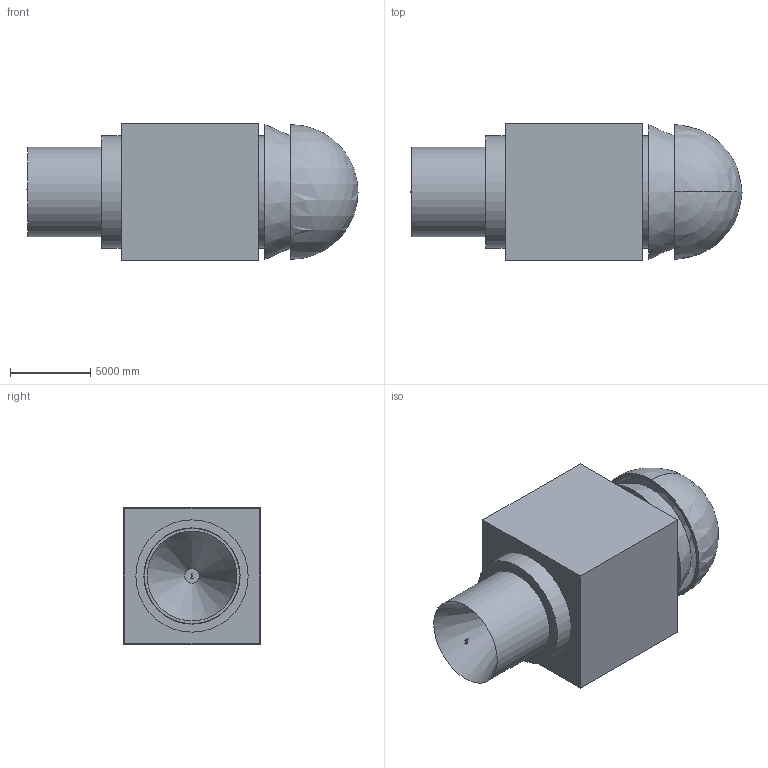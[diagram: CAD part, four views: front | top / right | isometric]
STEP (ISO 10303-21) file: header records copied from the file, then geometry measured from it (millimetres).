
FILE_DESCRIPTION(('FreeCAD Model'),'2;1');
FILE_NAME('Open CASCADE Shape Model','2025-10-29T20:50:39',('Author'),( ''),'Open CASCADE STEP processor 7.8','FreeCAD','Unknown');
FILE_SCHEMA(('AUTOMOTIVE_DESIGN { 1 0 10303 214 1 1 1 1 }'));
Length unit declared in the file: millimetre
Products named in the file (4): CassiniUltra_GreenPropulsor_Solid; AdapterPlate_Xminus; CubeSat_3U; AdapterFlange
Bounding box: 20686 x 8560 x 8560 mm (x, y, z)
Volume: 633989237232.8 mm3; surface area: 2177530652.4 mm2
Topology: 8 solids, 15 shells, 864 faces, 2031 edges, 1259 vertices
Faces by surface type: plane 828, cylinder 30, sphere 4, cone 2
Full cylindrical faces by diameter (mm): 4 x4, 5600 x1, 5928 x6, 6000 x6, 7000 x5
Entity records: 49846 total; most frequent: CARTESIAN_POINT 8650, DIRECTION 7423, LINE 5453, VECTOR 5453, ORIENTED_EDGE 4046, PCURVE 4046, DEFINITIONAL_REPRESENTATION 4046, EDGE_CURVE 2023
